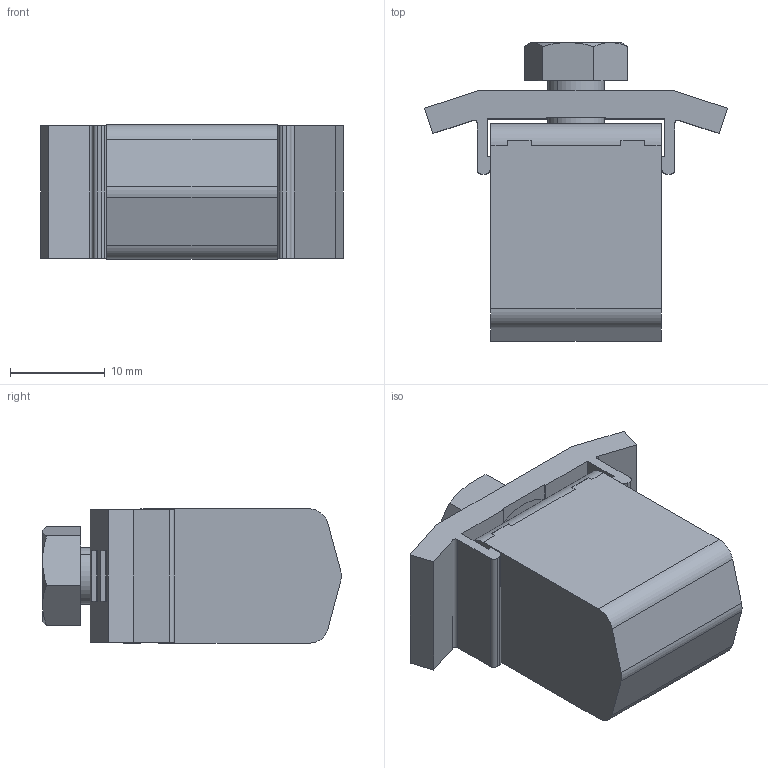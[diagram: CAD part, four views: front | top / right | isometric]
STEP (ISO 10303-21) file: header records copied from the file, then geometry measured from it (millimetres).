
FILE_DESCRIPTION (( 'STEP AP214' ), '1' );
FILE_NAME ('525373_IBK 35.STP', '2013-11-14T11:09:31', ( 'arge' ), ( 'Microsoft' ), 'SwSTEP 2.0', 'SolidWorks 2013', '' );
FILE_SCHEMA (( 'AUTOMOTIVE_DESIGN' ));
Length unit declared in the file: millimetre
Products named in the file (1): 525373_IBK 35
Bounding box: 32 x 31.54 x 14.2 mm (x, y, z)
Volume: 7349.3 mm3; surface area: 3745.7 mm2
Topology: 1 solids, 7 shells, 130 faces, 316 edges, 209 vertices
Faces by surface type: plane 86, cylinder 19, cone 15, torus 10
Entity records: 5448 total; most frequent: CARTESIAN_POINT 940, ORIENTED_EDGE 632, DIRECTION 611, EDGE_CURVE 316, VERTEX_POINT 209, VECTOR 207, LINE 207, AXIS2_PLACEMENT_3D 202
